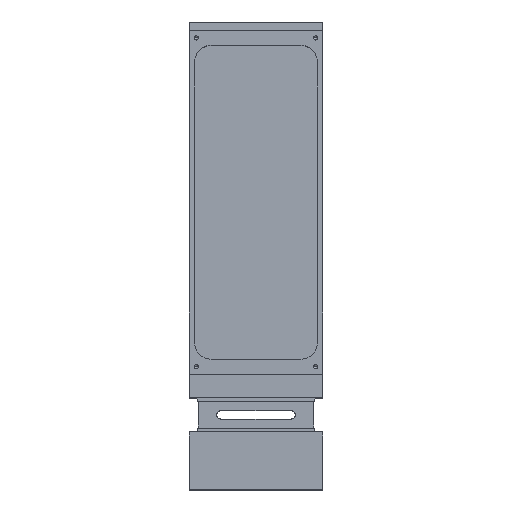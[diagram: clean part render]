
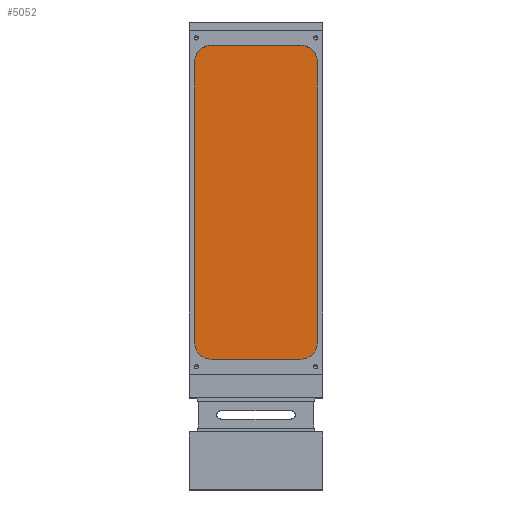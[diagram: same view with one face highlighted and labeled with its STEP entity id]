
A CAD part, top view. The second image highlights one B-rep face of the part: STEP entity #5052.
In plain terms, the highlighted planar face has unit normal (0, 0, 1).
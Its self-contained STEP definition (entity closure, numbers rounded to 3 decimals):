
#206 = DIRECTION ( 'NONE',  ( 0., 0., 1. ) ) ;
#271 = EDGE_CURVE ( 'NONE', #2581, #1686, #1610, .T. ) ;
#293 = DIRECTION ( 'NONE',  ( 0., -1., 0. ) ) ;
#307 = EDGE_CURVE ( 'NONE', #3722, #4788, #1494, .T. ) ;
#314 = CARTESIAN_POINT ( 'NONE',  ( 0., 0., -48.805 ) ) ;
#316 = CARTESIAN_POINT ( 'NONE',  ( 2., 169.15, -48.805 ) ) ;
#399 = DIRECTION ( 'NONE',  ( -1., 0., 0. ) ) ;
#524 = AXIS2_PLACEMENT_3D ( 'NONE', #1140, #2784, #4327 ) ;
#661 = CARTESIAN_POINT ( 'NONE',  ( 42.45, 49.675, -48.805 ) ) ;
#710 = PLANE ( 'NONE',  #1033 ) ;
#728 = VERTEX_POINT ( 'NONE', #1758 ) ;
#767 = CARTESIAN_POINT ( 'NONE',  ( 8.35, 162.8, -48.805 ) ) ;
#823 = EDGE_LOOP ( 'NONE', ( #3812, #3014, #5049, #1585, #1974, #4432, #4838, #2485 ) ) ;
#830 = CARTESIAN_POINT ( 'NONE',  ( 2., 49.675, -48.805 ) ) ;
#842 = CARTESIAN_POINT ( 'NONE',  ( 2., 169.15, -48.805 ) ) ;
#917 = EDGE_CURVE ( 'NONE', #4788, #4955, #4417, .T. ) ;
#995 = VECTOR ( 'NONE', #399, 1000. ) ;
#1006 = DIRECTION ( 'NONE',  ( 1., 0., 0. ) ) ;
#1023 = CIRCLE ( 'NONE', #5026, 6.35 ) ;
#1033 = AXIS2_PLACEMENT_3D ( 'NONE', #314, #1205, #1937 ) ;
#1140 = CARTESIAN_POINT ( 'NONE',  ( 42.45, 56.025, -48.805 ) ) ;
#1172 = CARTESIAN_POINT ( 'NONE',  ( 48.8, 169.15, -48.805 ) ) ;
#1205 = DIRECTION ( 'NONE',  ( 0., 0., 1. ) ) ;
#1281 = CIRCLE ( 'NONE', #5118, 6.35 ) ;
#1494 = CIRCLE ( 'NONE', #4419, 6.35 ) ;
#1506 = CARTESIAN_POINT ( 'NONE',  ( 8.35, 56.025, -48.805 ) ) ;
#1585 = ORIENTED_EDGE ( 'NONE', *, *, #2715, .T. ) ;
#1610 = LINE ( 'NONE', #830, #4161 ) ;
#1623 = VECTOR ( 'NONE', #2291, 1000. ) ;
#1686 = VERTEX_POINT ( 'NONE', #661 ) ;
#1758 = CARTESIAN_POINT ( 'NONE',  ( 48.8, 56.025, -48.805 ) ) ;
#1813 = DIRECTION ( 'NONE',  ( 1., 0., 0. ) ) ;
#1886 = CARTESIAN_POINT ( 'NONE',  ( 2., 162.8, -48.805 ) ) ;
#1937 = DIRECTION ( 'NONE',  ( 1., 0., 0. ) ) ;
#1974 = ORIENTED_EDGE ( 'NONE', *, *, #271, .T. ) ;
#1983 = CARTESIAN_POINT ( 'NONE',  ( 8.35, 169.15, -48.805 ) ) ;
#2025 = EDGE_CURVE ( 'NONE', #2983, #4952, #2984, .T. ) ;
#2180 = VECTOR ( 'NONE', #293, 1000. ) ;
#2291 = DIRECTION ( 'NONE',  ( 0., 1., 0. ) ) ;
#2400 = FACE_OUTER_BOUND ( 'NONE', #823, .T. ) ;
#2448 = CIRCLE ( 'NONE', #524, 6.35 ) ;
#2461 = CARTESIAN_POINT ( 'NONE',  ( 42.45, 169.15, -48.805 ) ) ;
#2485 = ORIENTED_EDGE ( 'NONE', *, *, #307, .T. ) ;
#2564 = CARTESIAN_POINT ( 'NONE',  ( 42.45, 162.8, -48.805 ) ) ;
#2581 = VERTEX_POINT ( 'NONE', #4066 ) ;
#2715 = EDGE_CURVE ( 'NONE', #4952, #2581, #1281, .T. ) ;
#2760 = EDGE_CURVE ( 'NONE', #1686, #728, #2448, .T. ) ;
#2771 = DIRECTION ( 'NONE',  ( 1., 0., 0. ) ) ;
#2784 = DIRECTION ( 'NONE',  ( 0., 0., 1. ) ) ;
#2813 = CARTESIAN_POINT ( 'NONE',  ( 48.8, 162.8, -48.805 ) ) ;
#2983 = VERTEX_POINT ( 'NONE', #1886 ) ;
#2984 = LINE ( 'NONE', #316, #2180 ) ;
#3014 = ORIENTED_EDGE ( 'NONE', *, *, #4516, .T. ) ;
#3164 = DIRECTION ( 'NONE',  ( 0., 0., 1. ) ) ;
#3306 = EDGE_CURVE ( 'NONE', #728, #3722, #3853, .T. ) ;
#3559 = CARTESIAN_POINT ( 'NONE',  ( 2., 56.025, -48.805 ) ) ;
#3722 = VERTEX_POINT ( 'NONE', #2813 ) ;
#3812 = ORIENTED_EDGE ( 'NONE', *, *, #917, .T. ) ;
#3853 = LINE ( 'NONE', #1172, #1623 ) ;
#3985 = DIRECTION ( 'NONE',  ( 1., 0., 0. ) ) ;
#4066 = CARTESIAN_POINT ( 'NONE',  ( 8.35, 49.675, -48.805 ) ) ;
#4109 = DIRECTION ( 'NONE',  ( 0., 0., 1. ) ) ;
#4161 = VECTOR ( 'NONE', #3985, 1000. ) ;
#4327 = DIRECTION ( 'NONE',  ( 1., 0., 0. ) ) ;
#4417 = LINE ( 'NONE', #842, #995 ) ;
#4419 = AXIS2_PLACEMENT_3D ( 'NONE', #2564, #4109, #1813 ) ;
#4432 = ORIENTED_EDGE ( 'NONE', *, *, #2760, .T. ) ;
#4516 = EDGE_CURVE ( 'NONE', #4955, #2983, #1023, .T. ) ;
#4788 = VERTEX_POINT ( 'NONE', #2461 ) ;
#4838 = ORIENTED_EDGE ( 'NONE', *, *, #3306, .T. ) ;
#4952 = VERTEX_POINT ( 'NONE', #3559 ) ;
#4955 = VERTEX_POINT ( 'NONE', #1983 ) ;
#5026 = AXIS2_PLACEMENT_3D ( 'NONE', #767, #3164, #2771 ) ;
#5049 = ORIENTED_EDGE ( 'NONE', *, *, #2025, .T. ) ;
#5052 = ADVANCED_FACE ( 'NONE', ( #2400 ), #710, .T. ) ;
#5118 = AXIS2_PLACEMENT_3D ( 'NONE', #1506, #206, #1006 ) ;
